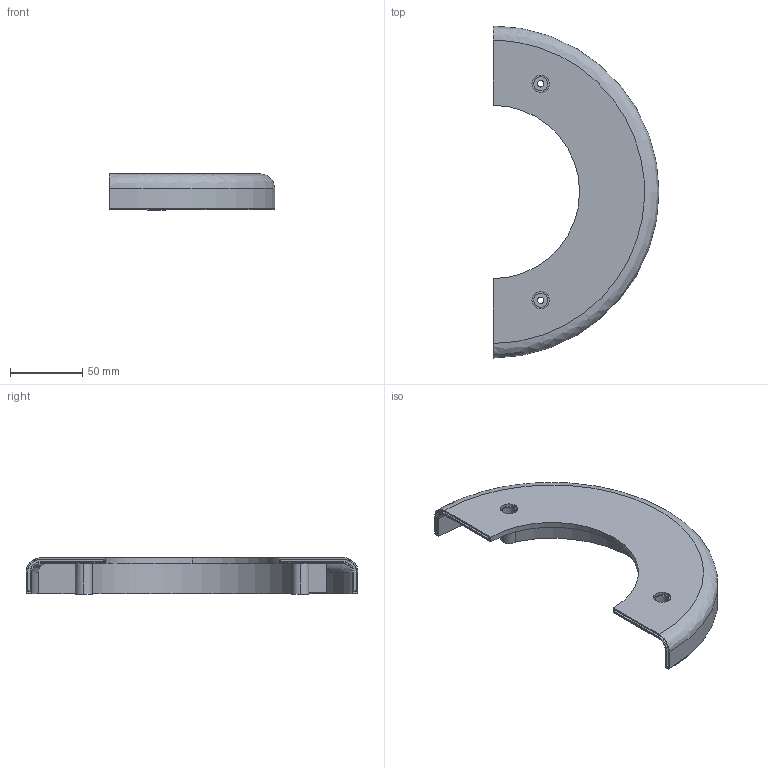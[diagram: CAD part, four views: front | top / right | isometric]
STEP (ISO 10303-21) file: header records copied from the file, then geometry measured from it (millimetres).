
FILE_DESCRIPTION (( 'STEP AP203' ), '1' );
FILE_NAME ('MS001-B.04.012SL.1.1 儂迮旋蚾庉欶2.step', '2021-08-27T10:52:13', ( 'Windows User' ), ( 'P R C' ), 'SwSTEP 2.0', 'SolidWorks 2016', '' );
FILE_SCHEMA (( 'CONFIG_CONTROL_DESIGN' ));
Length unit declared in the file: millimetre
Products named in the file (1): MS001-B.04.012SL.1.1 儂迮旋蚾庉欶2
Bounding box: 115 x 230 x 25.3 mm (x, y, z)
Volume: 102343.3 mm3; surface area: 64687.3 mm2
Topology: 1 solids, 1 shells, 108 faces, 278 edges, 180 vertices
Faces by surface type: plane 59, cylinder 37, bspline 8, cone 4
Entity records: 4041 total; most frequent: CARTESIAN_POINT 1327, ORIENTED_EDGE 556, DIRECTION 544, EDGE_CURVE 278, AXIS2_PLACEMENT_3D 191, VERTEX_POINT 180, VECTOR 162, LINE 162
